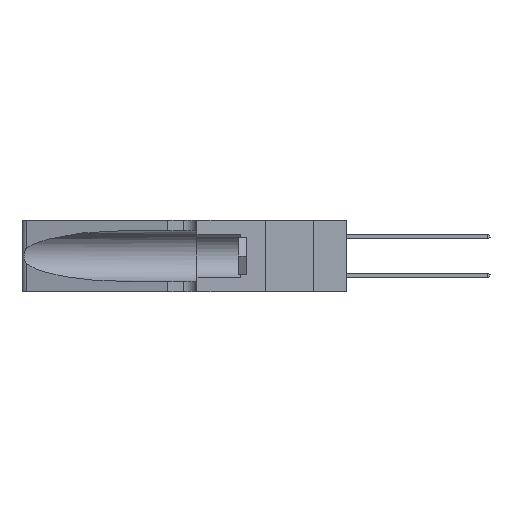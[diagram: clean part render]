
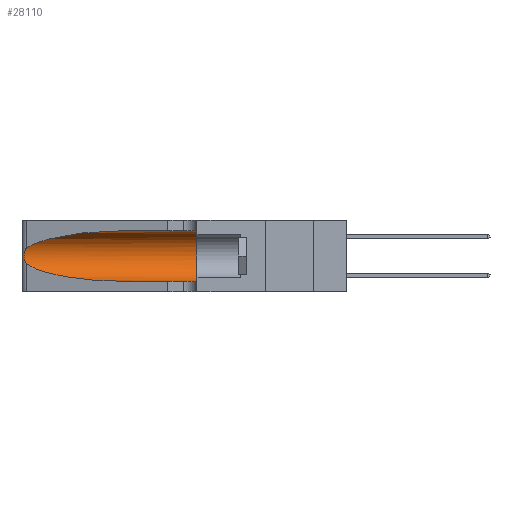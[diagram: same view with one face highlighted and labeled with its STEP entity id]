
A CAD part, left-side view. The second image highlights one B-rep face of the part: STEP entity #28110.
In plain terms, the highlighted cylindrical face has radius 3.308 mm (diameter 6.617 mm), a partial arc.
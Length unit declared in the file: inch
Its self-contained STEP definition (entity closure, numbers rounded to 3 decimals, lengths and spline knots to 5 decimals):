
#116 = CARTESIAN_POINT ( 'NONE',  ( 0.1305, 0.35, 0.05475 ) ) ;
#289 = CARTESIAN_POINT ( 'NONE',  ( 0.1305, 0.72297, 0.05475 ) ) ;
#492 = CARTESIAN_POINT ( 'NONE',  ( 0.26018, 1.23835, 0.19895 ) ) ;
#966 = VERTEX_POINT ( 'NONE', #26773 ) ;
#1213 =( BOUNDED_CURVE ( )  B_SPLINE_CURVE ( 3, ( #6767, #20557, #25157, #11509 ),
 .UNSPECIFIED., .F., .F. ) 
 B_SPLINE_CURVE_WITH_KNOTS ( ( 4, 4 ),
 ( 1.5708, 2.84003 ),
 .UNSPECIFIED. ) 
 CURVE ( )  GEOMETRIC_REPRESENTATION_ITEM ( )  RATIONAL_B_SPLINE_CURVE ( ( 1., 0.87, 0.87, 1. ) ) 
 REPRESENTATION_ITEM ( '' )  );
#1631 = VERTEX_POINT ( 'NONE', #10758 ) ;
#1875 = DIRECTION ( 'NONE',  ( 0., 0., -1. ) ) ;
#2888 = CARTESIAN_POINT ( 'NONE',  ( 0.1305, 0.72297, 0.05475 ) ) ;
#2927 = CARTESIAN_POINT ( 'NONE',  ( 0.26075, 1.23896, 0.178 ) ) ;
#3008 = CARTESIAN_POINT ( 'NONE',  ( 0.1305, 0.35, 0.31525 ) ) ;
#4572 = DIRECTION ( 'NONE',  ( 0., -1., 0. ) ) ;
#4809 = EDGE_CURVE ( 'NONE', #966, #8180, #11898, .T. ) ;
#5276 = CARTESIAN_POINT ( 'NONE',  ( 0.25487, 1.22718, 0.14631 ) ) ;
#5314 = CARTESIAN_POINT ( 'NONE',  ( 0.25856, 1.23593, 0.16098 ) ) ;
#5779 = FACE_OUTER_BOUND ( 'NONE', #22857, .T. ) ;
#6172 = ORIENTED_EDGE ( 'NONE', *, *, #22967, .T. ) ;
#6193 =( BOUNDED_CURVE ( )  B_SPLINE_CURVE ( 3, ( #23458, #16652, #14467, #289 ),
 .UNSPECIFIED., .F., .T. ) 
 B_SPLINE_CURVE_WITH_KNOTS ( ( 4, 4 ),
 ( 3.44316, 4.71239 ),
 .UNSPECIFIED. ) 
 CURVE ( )  GEOMETRIC_REPRESENTATION_ITEM ( )  RATIONAL_B_SPLINE_CURVE ( ( 1., 0.87, 0.87, 1. ) ) 
 REPRESENTATION_ITEM ( '' )  );
#6767 = CARTESIAN_POINT ( 'NONE',  ( 0.1305, 0.72297, 0.31525 ) ) ;
#7618 = CARTESIAN_POINT ( 'NONE',  ( 0.25555, 1.22994, 0.2215 ) ) ;
#7740 = CARTESIAN_POINT ( 'NONE',  ( 0.25639, 1.23186, 0.15144 ) ) ;
#8180 = VERTEX_POINT ( 'NONE', #3008 ) ;
#9521 = CARTESIAN_POINT ( 'NONE',  ( 0.1305, 0.35, 0.185 ) ) ;
#9994 = CARTESIAN_POINT ( 'NONE',  ( 0.25487, 1.22718, 0.22369 ) ) ;
#10103 = CARTESIAN_POINT ( 'NONE',  ( 0.25487, 1.22718, 0.14631 ) ) ;
#10308 = ORIENTED_EDGE ( 'NONE', *, *, #20323, .F. ) ;
#10660 = VERTEX_POINT ( 'NONE', #2888 ) ;
#10758 = CARTESIAN_POINT ( 'NONE',  ( 0.25487, 1.22718, 0.22369 ) ) ;
#10938 = DIRECTION ( 'NONE',  ( 0., -1., 0. ) ) ;
#11163 = VECTOR ( 'NONE', #4572, 39.37008 ) ;
#11509 = CARTESIAN_POINT ( 'NONE',  ( 0.25487, 1.22718, 0.22369 ) ) ;
#11846 = EDGE_CURVE ( 'NONE', #18580, #10660, #6193, .T. ) ;
#11865 = DIRECTION ( 'NONE',  ( 0., 0., 1. ) ) ;
#11898 = LINE ( 'NONE', #20742, #11163 ) ;
#12349 = CARTESIAN_POINT ( 'NONE',  ( 0.25639, 1.23184, 0.21858 ) ) ;
#12697 = VERTEX_POINT ( 'NONE', #116 ) ;
#14158 = AXIS2_PLACEMENT_3D ( 'NONE', #9521, #25496, #11865 ) ;
#14228 = CIRCLE ( 'NONE', #14158, 0.13025 ) ;
#14467 = CARTESIAN_POINT ( 'NONE',  ( 0.18966, 0.96281, 0.05475 ) ) ;
#14667 = CARTESIAN_POINT ( 'NONE',  ( 0.25854, 1.2359, 0.20912 ) ) ;
#15560 = CARTESIAN_POINT ( 'NONE',  ( 0.1305, 1.61858, 0.185 ) ) ;
#15824 = AXIS2_PLACEMENT_3D ( 'NONE', #15560, #10938, #1875 ) ;
#16652 = CARTESIAN_POINT ( 'NONE',  ( 0.2373, 1.15595, 0.08982 ) ) ;
#16937 = CARTESIAN_POINT ( 'NONE',  ( 0.26075, 1.23896, 0.19203 ) ) ;
#18580 = VERTEX_POINT ( 'NONE', #5276 ) ;
#19146 = EDGE_CURVE ( 'NONE', #10660, #12697, #26368, .T. ) ;
#19179 = CARTESIAN_POINT ( 'NONE',  ( 0.26017, 1.23833, 0.17102 ) ) ;
#20323 = EDGE_CURVE ( 'NONE', #8180, #12697, #14228, .T. ) ;
#20348 = ORIENTED_EDGE ( 'NONE', *, *, #11846, .T. ) ;
#20557 = CARTESIAN_POINT ( 'NONE',  ( 0.18966, 0.96281, 0.31525 ) ) ;
#20742 = CARTESIAN_POINT ( 'NONE',  ( 0.1305, 1.61858, 0.31525 ) ) ;
#20966 = ORIENTED_EDGE ( 'NONE', *, *, #4809, .F. ) ;
#20970 = VECTOR ( 'NONE', #23524, 39.37008 ) ;
#21241 = CARTESIAN_POINT ( 'NONE',  ( 0.1305, 1.61858, 0.05475 ) ) ;
#21464 = CARTESIAN_POINT ( 'NONE',  ( 0.25789, 1.23486, 0.15765 ) ) ;
#22857 = EDGE_LOOP ( 'NONE', ( #6172, #29856, #20348, #29919, #10308, #20966 ) ) ;
#22967 = EDGE_CURVE ( 'NONE', #966, #1631, #1213, .T. ) ;
#23163 = B_SPLINE_CURVE_WITH_KNOTS ( 'NONE', 3,
 ( #9994, #7618, #12349, #28318, #14667, #492, #16937, #2927, #19179, #5314, #21464, #7740, #23755, #10103 ),
 .UNSPECIFIED., .F., .F.,
 ( 4, 2, 2, 2, 2, 2, 4 ),
 ( 0., 0.00027, 0.00053, 0.00107, 0.0016, 0.00187, 0.00214 ),
 .UNSPECIFIED. ) ;
#23439 = CYLINDRICAL_SURFACE ( 'NONE', #15824, 0.13025 ) ;
#23458 = CARTESIAN_POINT ( 'NONE',  ( 0.25487, 1.22718, 0.14631 ) ) ;
#23524 = DIRECTION ( 'NONE',  ( 0., -1., 0. ) ) ;
#23755 = CARTESIAN_POINT ( 'NONE',  ( 0.25555, 1.22993, 0.14849 ) ) ;
#25157 = CARTESIAN_POINT ( 'NONE',  ( 0.2373, 1.15595, 0.28018 ) ) ;
#25496 = DIRECTION ( 'NONE',  ( 0., 1., 0. ) ) ;
#25634 = EDGE_CURVE ( 'NONE', #1631, #18580, #23163, .T. ) ;
#26368 = LINE ( 'NONE', #21241, #20970 ) ;
#26773 = CARTESIAN_POINT ( 'NONE',  ( 0.1305, 0.72297, 0.31525 ) ) ;
#28110 = ADVANCED_FACE ( 'NONE', ( #5779 ), #23439, .F. ) ;
#28318 = CARTESIAN_POINT ( 'NONE',  ( 0.25787, 1.23484, 0.2124 ) ) ;
#29856 = ORIENTED_EDGE ( 'NONE', *, *, #25634, .T. ) ;
#29919 = ORIENTED_EDGE ( 'NONE', *, *, #19146, .T. ) ;
